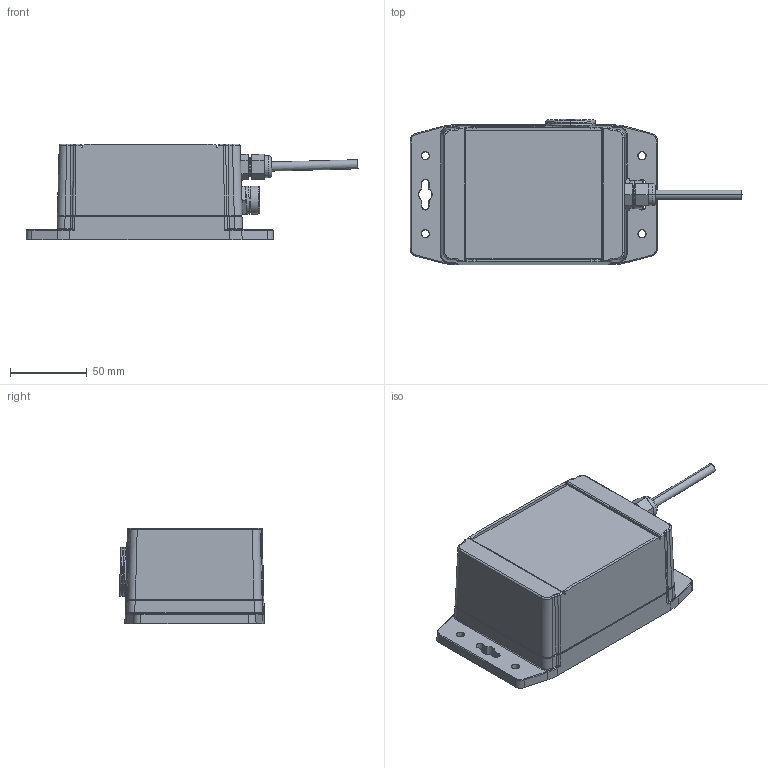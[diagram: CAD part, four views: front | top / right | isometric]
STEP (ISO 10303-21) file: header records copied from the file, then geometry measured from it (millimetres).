
FILE_DESCRIPTION((''),'2;1');
FILE_NAME('167994_ASM','2012-09-27T',('banengservice'),('BANNER ENGINEERING'),'PRO/ENGINEER BY PARAMETRIC TECHNOLOGY CORPORATION, 2009141','PRO/ENGINEER BY PARAMETRIC TECHNOLOGY CORPORATION, 2009141','');
FILE_SCHEMA(('CONFIG_CONTROL_DESIGN'));
Products named in the file (20): 153880_BOX_AF0; 153880_LID; M5X25SHCS; 154036_ASM; 153880_BOX_AF1; 162414_ASM; 156363; 111499_O_RING; BD_156364; 58889; 60143; 35994; 40199; BD_154417; 164492_PRT1; 130301; 164492_PRT2; 51148; 164492_O_RING; 167994_ASM
Assembly tree (28 placements, depth 3):
  167994_ASM
    154036_ASM
      153880_BOX_AF0
      153880_LID
      M5X25SHCS  x4
    162414_ASM
      153880_BOX_AF1
      153880_LID
      M5X25SHCS  x4
    156363
    111499_O_RING
    BD_156364
    58889
    60143
    35994  x2
    40199
    BD_154417
    164492_PRT1
    130301
    164492_PRT2
    51148
    164492_O_RING
Bounding box: 215.81 x 94.3 x 62 mm (x, y, z)
Volume: 352821.3 mm3; surface area: 251910.7 mm2
Topology: 26 solids, 36 shells, 3160 faces, 8427 edges, 5443 vertices
Faces by surface type: plane 1330, cylinder 728, cone 508, extrusion 216, torus 172, bspline 110, sphere 96
Entity records: 73741 total; most frequent: CARTESIAN_POINT 21936, ORIENTED_EDGE 10832, DIRECTION 10544, EDGE_CURVE 5436, AXIS2_PLACEMENT_3D 3818, VERTEX_POINT 3544, VECTOR 2908, LINE 2787
